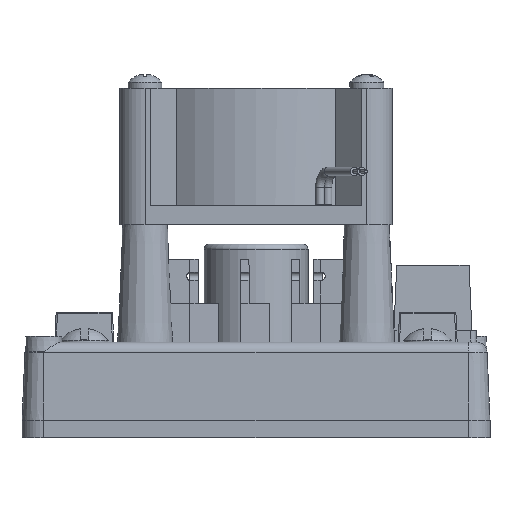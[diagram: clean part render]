
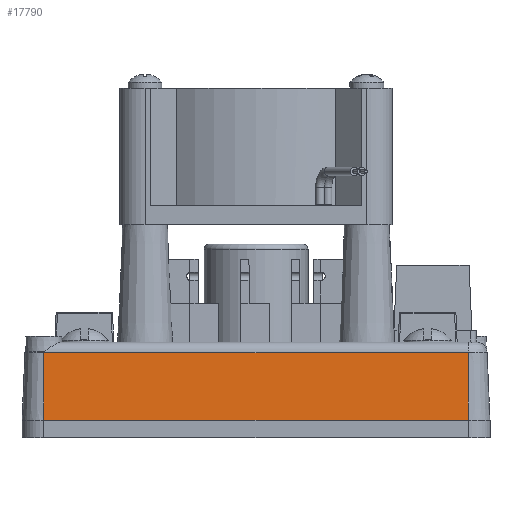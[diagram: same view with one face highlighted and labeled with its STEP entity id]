
A CAD part, left-side view. The second image highlights one B-rep face of the part: STEP entity #17790.
In plain terms, the highlighted planar face has unit normal (-0.999, 0, 0.044).
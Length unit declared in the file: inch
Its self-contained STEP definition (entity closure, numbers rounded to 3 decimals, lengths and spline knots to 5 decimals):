
#1823=LINE('',#29826,#3324);
#1830=LINE('',#29863,#3331);
#1834=LINE('',#29918,#3335);
#1835=LINE('',#29920,#3336);
#3324=VECTOR('',#23838,2.45);
#3331=VECTOR('',#23859,0.3906);
#3335=VECTOR('',#23927,0.3906);
#3336=VECTOR('',#23930,2.45);
#3965=PLANE('',#19366);
#5091=FACE_OUTER_BOUND('',#6233,.T.);
#6233=EDGE_LOOP('',(#15348,#15349,#15350,#15351));
#8450=VERTEX_POINT('',#29818);
#8451=VERTEX_POINT('',#29824);
#8456=VERTEX_POINT('',#29862);
#8475=VERTEX_POINT('',#29916);
#10768=EDGE_CURVE('',#8451,#8450,#1823,.T.);
#10778=EDGE_CURVE('',#8450,#8456,#1830,.T.);
#10801=EDGE_CURVE('',#8475,#8451,#1834,.T.);
#10802=EDGE_CURVE('',#8456,#8475,#1835,.T.);
#15348=ORIENTED_EDGE('',*,*,#10768,.F.);
#15349=ORIENTED_EDGE('',*,*,#10801,.F.);
#15350=ORIENTED_EDGE('',*,*,#10802,.F.);
#15351=ORIENTED_EDGE('',*,*,#10778,.F.);
#17790=ADVANCED_FACE('',(#5091),#3965,.T.);
#19366=AXIS2_PLACEMENT_3D('',#29919,#23928,#23929);
#23838=DIRECTION('',(0.,-1.,0.));
#23859=DIRECTION('',(-0.044,0.,-0.999));
#23927=DIRECTION('',(0.044,0.,0.999));
#23928=DIRECTION('center_axis',(-0.999,0.,
0.044));
#23929=DIRECTION('ref_axis',(0.044,0.,0.999));
#23930=DIRECTION('',(0.,1.,0.));
#29818=CARTESIAN_POINT('',(-1.08471,-1.225,0.44023));
#29824=CARTESIAN_POINT('',(-1.08471,1.225,0.44023));
#29826=CARTESIAN_POINT('',(-1.08471,-0.675,0.44023));
#29862=CARTESIAN_POINT('',(-1.10175,-1.225,0.05));
#29863=CARTESIAN_POINT('',(-1.10175,-1.225,0.05));
#29916=CARTESIAN_POINT('',(-1.10175,1.225,0.05));
#29918=CARTESIAN_POINT('',(-1.10175,1.225,0.05));
#29919=CARTESIAN_POINT('Origin',(-1.10175,-1.35,0.05));
#29920=CARTESIAN_POINT('',(-1.10175,-1.35,0.05));
